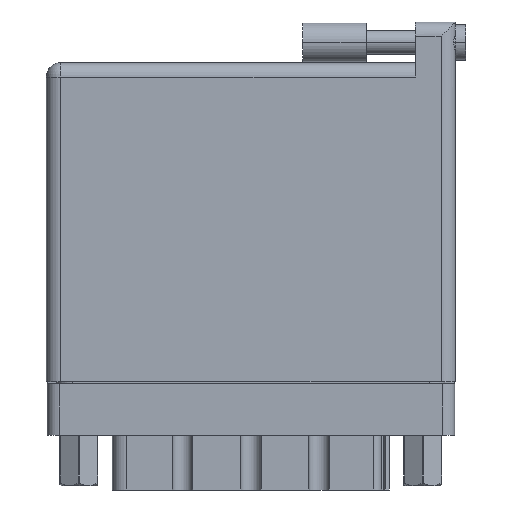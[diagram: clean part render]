
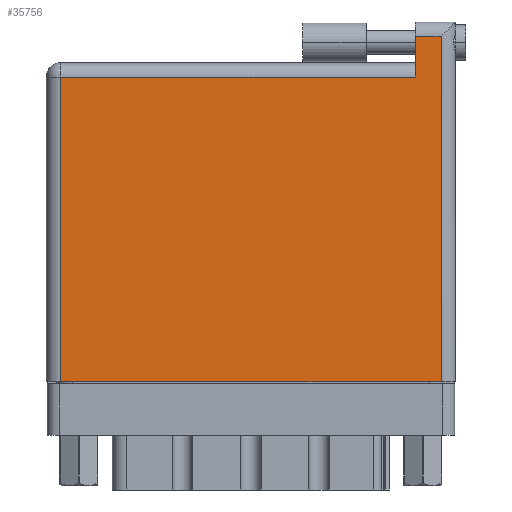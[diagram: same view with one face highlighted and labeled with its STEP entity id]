
A CAD part, front view. The second image highlights one B-rep face of the part: STEP entity #35756.
In plain terms, the highlighted face is planar.
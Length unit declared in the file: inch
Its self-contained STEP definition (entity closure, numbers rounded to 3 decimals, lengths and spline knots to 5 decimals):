
#918 = ORIENTED_EDGE ( 'NONE', *, *, #49416, .T. ) ;
#1414 = DIRECTION ( 'NONE',  ( 0., 1., 0. ) ) ;
#3154 = VECTOR ( 'NONE', #39428, 39.37008 ) ;
#3306 = DIRECTION ( 'NONE',  ( -1., 0., 0. ) ) ;
#5015 = CARTESIAN_POINT ( 'NONE',  ( 1.811, 1.766, 0. ) ) ;
#5560 = CARTESIAN_POINT ( 'NONE',  ( 0.07, 1.496, 0. ) ) ;
#6497 = VERTEX_POINT ( 'NONE', #9591 ) ;
#7168 = ORIENTED_EDGE ( 'NONE', *, *, #27134, .T. ) ;
#7715 = VERTEX_POINT ( 'NONE', #38398 ) ;
#8220 = LINE ( 'NONE', #12857, #31599 ) ;
#9591 = CARTESIAN_POINT ( 'NONE',  ( 1.938, 0., 0. ) ) ;
#9737 = ORIENTED_EDGE ( 'NONE', *, *, #49650, .T. ) ;
#9901 = LINE ( 'NONE', #38412, #49495 ) ;
#11264 = CARTESIAN_POINT ( 'NONE',  ( 1.811, 1.496, 0. ) ) ;
#12857 = CARTESIAN_POINT ( 'NONE',  ( 0., 1.696, 0. ) ) ;
#15964 = CARTESIAN_POINT ( 'NONE',  ( 0.07, 0., 0. ) ) ;
#17726 = EDGE_CURVE ( 'NONE', #6497, #7715, #42270, .T. ) ;
#21358 = VECTOR ( 'NONE', #29932, 39.37008 ) ;
#21598 = CARTESIAN_POINT ( 'NONE',  ( 0.07, 0., 0. ) ) ;
#21924 = VECTOR ( 'NONE', #43871, 39.37008 ) ;
#22054 = CARTESIAN_POINT ( 'NONE',  ( 1.811, 1.696, 0. ) ) ;
#23437 = VERTEX_POINT ( 'NONE', #11264 ) ;
#23823 = VERTEX_POINT ( 'NONE', #22054 ) ;
#26149 = VERTEX_POINT ( 'NONE', #5560 ) ;
#27082 = EDGE_LOOP ( 'NONE', ( #7168, #42187, #918, #31270, #9737, #28872 ) ) ;
#27134 = EDGE_CURVE ( 'NONE', #34444, #6497, #9901, .T. ) ;
#28872 = ORIENTED_EDGE ( 'NONE', *, *, #34104, .T. ) ;
#29169 = LINE ( 'NONE', #5015, #21924 ) ;
#29932 = DIRECTION ( 'NONE',  ( -1., 0., 0. ) ) ;
#29978 = FACE_OUTER_BOUND ( 'NONE', #27082, .T. ) ;
#31270 = ORIENTED_EDGE ( 'NONE', *, *, #33377, .T. ) ;
#31599 = VECTOR ( 'NONE', #39667, 39.37008 ) ;
#33377 = EDGE_CURVE ( 'NONE', #23823, #23437, #29169, .T. ) ;
#34104 = EDGE_CURVE ( 'NONE', #26149, #34444, #37834, .T. ) ;
#34444 = VERTEX_POINT ( 'NONE', #21598 ) ;
#34894 = DIRECTION ( 'NONE',  ( 1., 0., 0. ) ) ;
#35756 = ADVANCED_FACE ( 'NONE', ( #29978 ), #45362, .F. ) ;
#37834 = LINE ( 'NONE', #15964, #3154 ) ;
#38398 = CARTESIAN_POINT ( 'NONE',  ( 1.938, 1.696, 0. ) ) ;
#38412 = CARTESIAN_POINT ( 'NONE',  ( 0., 0., 0. ) ) ;
#39428 = DIRECTION ( 'NONE',  ( 0., -1., 0. ) ) ;
#39667 = DIRECTION ( 'NONE',  ( -1., 0., 0. ) ) ;
#40517 = VECTOR ( 'NONE', #1414, 39.37008 ) ;
#42187 = ORIENTED_EDGE ( 'NONE', *, *, #17726, .T. ) ;
#42270 = LINE ( 'NONE', #43464, #40517 ) ;
#43464 = CARTESIAN_POINT ( 'NONE',  ( 1.938, 1.766, 0. ) ) ;
#43871 = DIRECTION ( 'NONE',  ( 0., -1., 0. ) ) ;
#45188 = CARTESIAN_POINT ( 'NONE',  ( 0., 1.496, 0. ) ) ;
#45362 = PLANE ( 'NONE',  #46324 ) ;
#46324 = AXIS2_PLACEMENT_3D ( 'NONE', #49247, #49408, #3306 ) ;
#47770 = LINE ( 'NONE', #45188, #21358 ) ;
#49247 = CARTESIAN_POINT ( 'NONE',  ( 0., 1.566, 0. ) ) ;
#49408 = DIRECTION ( 'NONE',  ( 0., 0., -1. ) ) ;
#49416 = EDGE_CURVE ( 'NONE', #7715, #23823, #8220, .T. ) ;
#49495 = VECTOR ( 'NONE', #34894, 39.37008 ) ;
#49650 = EDGE_CURVE ( 'NONE', #23437, #26149, #47770, .T. ) ;
